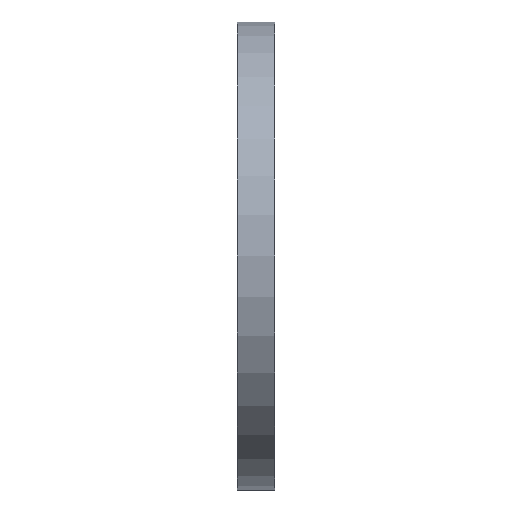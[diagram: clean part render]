
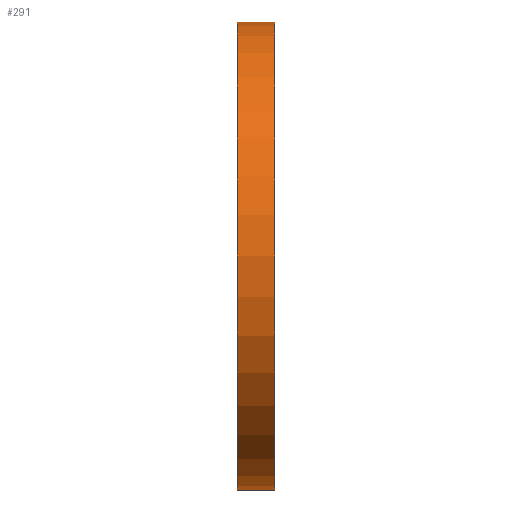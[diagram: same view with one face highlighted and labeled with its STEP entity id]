
A CAD part, front view. The second image highlights one B-rep face of the part: STEP entity #291.
In plain terms, the highlighted cylindrical face has radius 37.5 mm (diameter 75 mm), a partial arc.
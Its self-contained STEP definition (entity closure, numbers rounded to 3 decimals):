
#80 = VERTEX_POINT ( 'NONE', #3108 ) ;
#226 = CARTESIAN_POINT ( 'NONE',  ( 0., 0., 0. ) ) ;
#261 = EDGE_CURVE ( 'NONE', #80, #4242, #2429, .T. ) ;
#291 = ADVANCED_FACE ( 'NONE', ( #4397 ), #4336, .T. ) ;
#293 = CARTESIAN_POINT ( 'NONE',  ( 6., 0., -37.5 ) ) ;
#342 = CARTESIAN_POINT ( 'NONE',  ( 0., 0., -37.5 ) ) ;
#352 = VECTOR ( 'NONE', #645, 1000. ) ;
#395 = VECTOR ( 'NONE', #542, 1000. ) ;
#400 = CIRCLE ( 'NONE', #2211, 37.5 ) ;
#542 = DIRECTION ( 'NONE',  ( -1., 0., 0. ) ) ;
#645 = DIRECTION ( 'NONE',  ( -1., 0., 0. ) ) ;
#793 = CARTESIAN_POINT ( 'NONE',  ( -10., 0., 0. ) ) ;
#943 = CARTESIAN_POINT ( 'NONE',  ( -10., 0., -37.5 ) ) ;
#1101 = AXIS2_PLACEMENT_3D ( 'NONE', #3975, #3594, #3530 ) ;
#1163 = VERTEX_POINT ( 'NONE', #293 ) ;
#1706 = ORIENTED_EDGE ( 'NONE', *, *, #2519, .F. ) ;
#1932 = EDGE_CURVE ( 'NONE', #5867, #4242, #400, .T. ) ;
#2189 = DIRECTION ( 'NONE',  ( 0., 0., 1. ) ) ;
#2211 = AXIS2_PLACEMENT_3D ( 'NONE', #226, #2612, #5671 ) ;
#2429 = LINE ( 'NONE', #4733, #352 ) ;
#2519 = EDGE_CURVE ( 'NONE', #1163, #5867, #4510, .T. ) ;
#2570 = EDGE_LOOP ( 'NONE', ( #1706, #4975, #3242, #3100 ) ) ;
#2612 = DIRECTION ( 'NONE',  ( -1., 0., 0. ) ) ;
#3100 = ORIENTED_EDGE ( 'NONE', *, *, #1932, .F. ) ;
#3108 = CARTESIAN_POINT ( 'NONE',  ( 6., 0., 37.5 ) ) ;
#3242 = ORIENTED_EDGE ( 'NONE', *, *, #261, .T. ) ;
#3367 = CIRCLE ( 'NONE', #1101, 37.5 ) ;
#3530 = DIRECTION ( 'NONE',  ( 0., 0., 1. ) ) ;
#3594 = DIRECTION ( 'NONE',  ( -1., 0., 0. ) ) ;
#3702 = CARTESIAN_POINT ( 'NONE',  ( 0., 0., 37.5 ) ) ;
#3975 = CARTESIAN_POINT ( 'NONE',  ( 6., 0., 0. ) ) ;
#4242 = VERTEX_POINT ( 'NONE', #3702 ) ;
#4336 = CYLINDRICAL_SURFACE ( 'NONE', #5510, 37.5 ) ;
#4397 = FACE_OUTER_BOUND ( 'NONE', #2570, .T. ) ;
#4510 = LINE ( 'NONE', #943, #395 ) ;
#4733 = CARTESIAN_POINT ( 'NONE',  ( -10., 0., 37.5 ) ) ;
#4975 = ORIENTED_EDGE ( 'NONE', *, *, #5273, .T. ) ;
#5273 = EDGE_CURVE ( 'NONE', #1163, #80, #3367, .T. ) ;
#5510 = AXIS2_PLACEMENT_3D ( 'NONE', #793, #5722, #2189 ) ;
#5671 = DIRECTION ( 'NONE',  ( 0., 0., 1. ) ) ;
#5722 = DIRECTION ( 'NONE',  ( -1., 0., 0. ) ) ;
#5867 = VERTEX_POINT ( 'NONE', #342 ) ;
